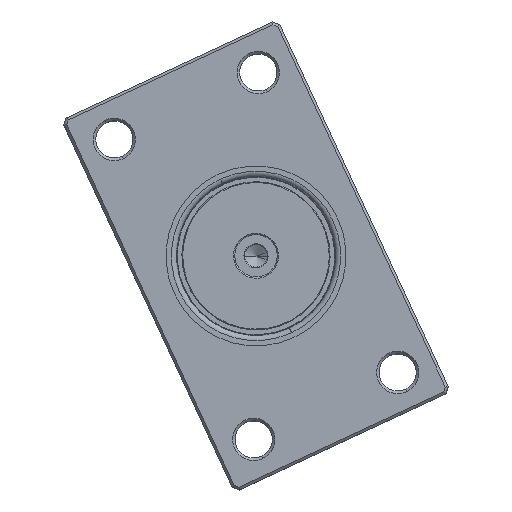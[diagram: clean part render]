
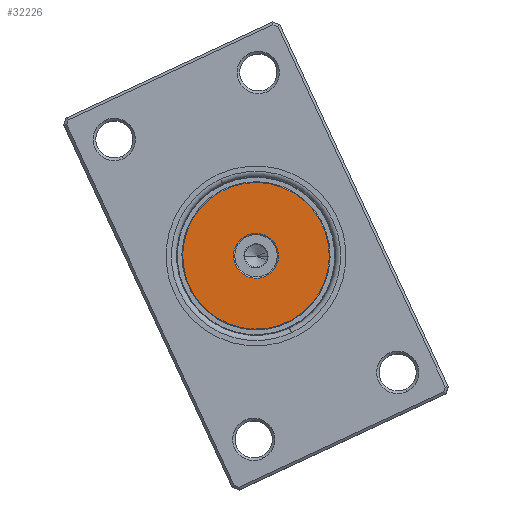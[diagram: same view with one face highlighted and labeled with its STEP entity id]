
A CAD part, top view. The second image highlights one B-rep face of the part: STEP entity #32226.
In plain terms, the highlighted face is planar.
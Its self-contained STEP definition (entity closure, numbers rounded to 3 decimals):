
#2254 = CARTESIAN_POINT ( 'NONE',  ( -8.5, 0., 0. ) ) ;
#2379 = ORIENTED_EDGE ( 'NONE', *, *, #15887, .T. ) ;
#2659 = VERTEX_POINT ( 'NONE', #51633 ) ;
#5960 = DIRECTION ( 'NONE',  ( 0., 0., -1. ) ) ;
#6445 = DIRECTION ( 'NONE',  ( 0., 0., 1. ) ) ;
#6698 = FACE_OUTER_BOUND ( 'NONE', #41951, .T. ) ;
#7173 = CIRCLE ( 'NONE', #47598, 8.5 ) ;
#8050 = CARTESIAN_POINT ( 'NONE',  ( 0., 0., 0. ) ) ;
#8694 = CARTESIAN_POINT ( 'NONE',  ( 0., 0., 0. ) ) ;
#13735 = VERTEX_POINT ( 'NONE', #18710 ) ;
#15887 = EDGE_CURVE ( 'NONE', #39334, #13735, #17817, .T. ) ;
#16455 = CARTESIAN_POINT ( 'NONE',  ( 0., 0., 0. ) ) ;
#17817 = CIRCLE ( 'NONE', #55627, 27.7 ) ;
#17914 = ORIENTED_EDGE ( 'NONE', *, *, #26957, .T. ) ;
#18710 = CARTESIAN_POINT ( 'NONE',  ( 27.7, 0., 0. ) ) ;
#23367 = ORIENTED_EDGE ( 'NONE', *, *, #53495, .T. ) ;
#26957 = EDGE_CURVE ( 'NONE', #13735, #39334, #54924, .T. ) ;
#30733 = DIRECTION ( 'NONE',  ( 1., 0., 0. ) ) ;
#31098 = ORIENTED_EDGE ( 'NONE', *, *, #52754, .T. ) ;
#32226 = ADVANCED_FACE ( 'NONE', ( #6698, #62022 ), #55983, .F. ) ;
#36208 = CARTESIAN_POINT ( 'NONE',  ( -27.7, 0., 0. ) ) ;
#36805 = AXIS2_PLACEMENT_3D ( 'NONE', #38217, #6445, #54638 ) ;
#38217 = CARTESIAN_POINT ( 'NONE',  ( 0., 0., 0. ) ) ;
#39334 = VERTEX_POINT ( 'NONE', #36208 ) ;
#40287 = DIRECTION ( 'NONE',  ( 1., 0., 0. ) ) ;
#41951 = EDGE_LOOP ( 'NONE', ( #17914, #2379 ) ) ;
#46374 = DIRECTION ( 'NONE',  ( 1., 0., 0. ) ) ;
#46683 = AXIS2_PLACEMENT_3D ( 'NONE', #16455, #5960, #59333 ) ;
#47598 = AXIS2_PLACEMENT_3D ( 'NONE', #8050, #50389, #40287 ) ;
#49352 = EDGE_LOOP ( 'NONE', ( #23367, #31098 ) ) ;
#50389 = DIRECTION ( 'NONE',  ( 0., 0., 1. ) ) ;
#51633 = CARTESIAN_POINT ( 'NONE',  ( 8.5, 0., 0. ) ) ;
#52754 = EDGE_CURVE ( 'NONE', #2659, #52930, #65018, .T. ) ;
#52930 = VERTEX_POINT ( 'NONE', #2254 ) ;
#53495 = EDGE_CURVE ( 'NONE', #52930, #2659, #7173, .T. ) ;
#54638 = DIRECTION ( 'NONE',  ( 1., 0., 0. ) ) ;
#54924 = CIRCLE ( 'NONE', #46683, 27.7 ) ;
#55627 = AXIS2_PLACEMENT_3D ( 'NONE', #62855, #57009, #30733 ) ;
#55983 = PLANE ( 'NONE',  #63842 ) ;
#57009 = DIRECTION ( 'NONE',  ( 0., 0., -1. ) ) ;
#59333 = DIRECTION ( 'NONE',  ( 1., 0., 0. ) ) ;
#62022 = FACE_BOUND ( 'NONE', #49352, .T. ) ;
#62855 = CARTESIAN_POINT ( 'NONE',  ( 0., 0., 0. ) ) ;
#63245 = DIRECTION ( 'NONE',  ( 0., 0., 1. ) ) ;
#63842 = AXIS2_PLACEMENT_3D ( 'NONE', #8694, #63245, #46374 ) ;
#65018 = CIRCLE ( 'NONE', #36805, 8.5 ) ;
